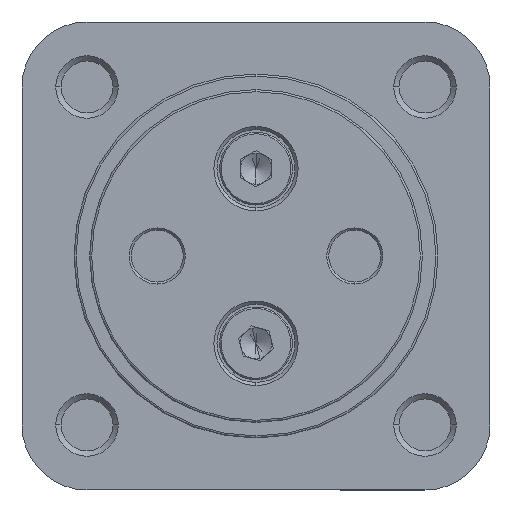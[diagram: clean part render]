
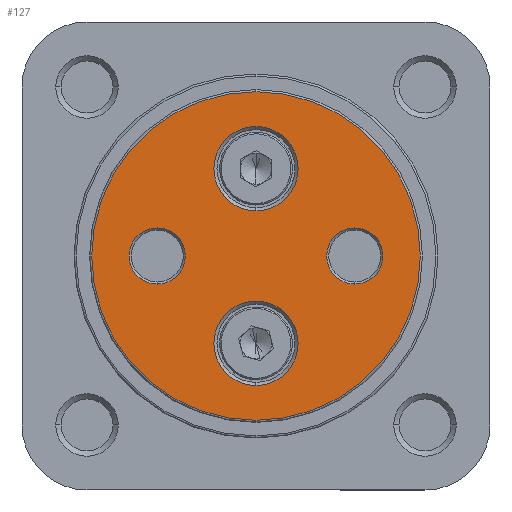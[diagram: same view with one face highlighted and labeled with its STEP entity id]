
A CAD part, left-side view. The second image highlights one B-rep face of the part: STEP entity #127.
In plain terms, the highlighted planar face has unit normal (-1, 0, 0).
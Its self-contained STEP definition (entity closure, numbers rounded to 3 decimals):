
#127 = ADVANCED_FACE ( 'NONE', ( #6918, #6924, #6926, #6928, #6914 ), #5333, .F. ) ;
#713 = EDGE_CURVE ( 'NONE', #1182, #882, #2054, .T. ) ;
#796 = EDGE_CURVE ( 'NONE', #4814, #1183, #2180, .T. ) ;
#882 = VERTEX_POINT ( 'NONE', #3536 ) ;
#887 = VERTEX_POINT ( 'NONE', #3541 ) ;
#1136 = VERTEX_POINT ( 'NONE', #3790 ) ;
#1142 = VERTEX_POINT ( 'NONE', #3796 ) ;
#1148 = VERTEX_POINT ( 'NONE', #3802 ) ;
#1182 = VERTEX_POINT ( 'NONE', #3835 ) ;
#1183 = VERTEX_POINT ( 'NONE', #3836 ) ;
#1185 = VERTEX_POINT ( 'NONE', #3838 ) ;
#2054 = CIRCLE ( 'NONE', #7868, 15.8 ) ;
#2180 = CIRCLE ( 'NONE', #7909, 2.7 ) ;
#2234 = CIRCLE ( 'NONE', #7939, 4.05 ) ;
#2236 = CIRCLE ( 'NONE', #7942, 15.8 ) ;
#2239 = CIRCLE ( 'NONE', #7941, 2.7 ) ;
#2240 = CIRCLE ( 'NONE', #7946, 4.05 ) ;
#2248 = CIRCLE ( 'NONE', #7952, 2.7 ) ;
#2303 = CIRCLE ( 'NONE', #7955, 2.7 ) ;
#2341 = CIRCLE ( 'NONE', #7977, 4.05 ) ;
#2344 = CIRCLE ( 'NONE', #7982, 4.05 ) ;
#3212 = CARTESIAN_POINT ( 'NONE',  ( 0., 0., 0. ) ) ;
#3219 = DIRECTION ( 'NONE',  ( -1., 0., 0. ) ) ;
#3220 = DIRECTION ( 'NONE',  ( 0., 0., -1. ) ) ;
#3422 = CARTESIAN_POINT ( 'NONE',  ( 0., 9.5, 0. ) ) ;
#3423 = DIRECTION ( 'NONE',  ( 1., 0., 0. ) ) ;
#3424 = DIRECTION ( 'NONE',  ( 0., 0., -1. ) ) ;
#3536 = CARTESIAN_POINT ( 'NONE',  ( 0., 0., -15.8 ) ) ;
#3541 = CARTESIAN_POINT ( 'NONE',  ( 0., 0., -12.45 ) ) ;
#3790 = CARTESIAN_POINT ( 'NONE',  ( 0., 0., -4.35 ) ) ;
#3796 = CARTESIAN_POINT ( 'NONE',  ( 0., 0., 12.45 ) ) ;
#3802 = CARTESIAN_POINT ( 'NONE',  ( 0., -9.5, 2.7 ) ) ;
#3835 = CARTESIAN_POINT ( 'NONE',  ( 0., 0., 15.8 ) ) ;
#3836 = CARTESIAN_POINT ( 'NONE',  ( 0., 9.5, -2.7 ) ) ;
#3838 = CARTESIAN_POINT ( 'NONE',  ( 0., 0., 4.35 ) ) ;
#3869 = CARTESIAN_POINT ( 'NONE',  ( 0., -9.5, -2.7 ) ) ;
#3871 = CARTESIAN_POINT ( 'NONE',  ( 0., 9.5, 2.7 ) ) ;
#3918 = CARTESIAN_POINT ( 'NONE',  ( 0., 0., -8.4 ) ) ;
#3924 = CARTESIAN_POINT ( 'NONE',  ( 0., 0., 0. ) ) ;
#3925 = DIRECTION ( 'NONE',  ( 1., 0., 0. ) ) ;
#3926 = DIRECTION ( 'NONE',  ( 0., 0., -1. ) ) ;
#3932 = DIRECTION ( 'NONE',  ( -1., 0., 0. ) ) ;
#3933 = DIRECTION ( 'NONE',  ( 0., 0., -1. ) ) ;
#3936 = CARTESIAN_POINT ( 'NONE',  ( 0., 0., 8.4 ) ) ;
#3939 = CARTESIAN_POINT ( 'NONE',  ( 0., 9.5, 0. ) ) ;
#3941 = DIRECTION ( 'NONE',  ( 1., 0., 0. ) ) ;
#3942 = DIRECTION ( 'NONE',  ( 0., 0., -1. ) ) ;
#3943 = DIRECTION ( 'NONE',  ( 1., 0., 0. ) ) ;
#3944 = DIRECTION ( 'NONE',  ( 0., 0., -1. ) ) ;
#3955 = CARTESIAN_POINT ( 'NONE',  ( 0., -9.5, 0. ) ) ;
#3961 = DIRECTION ( 'NONE',  ( 1., 0., 0. ) ) ;
#3962 = DIRECTION ( 'NONE',  ( 0., 0., -1. ) ) ;
#4038 = CARTESIAN_POINT ( 'NONE',  ( 0., -9.5, 0. ) ) ;
#4039 = DIRECTION ( 'NONE',  ( 1., 0., 0. ) ) ;
#4040 = DIRECTION ( 'NONE',  ( 0., 0., -1. ) ) ;
#4102 = CARTESIAN_POINT ( 'NONE',  ( 0., 0., 8.4 ) ) ;
#4106 = CARTESIAN_POINT ( 'NONE',  ( 0., 0., -8.4 ) ) ;
#4110 = DIRECTION ( 'NONE',  ( 1., 0., 0. ) ) ;
#4111 = DIRECTION ( 'NONE',  ( 0., 0., -1. ) ) ;
#4115 = DIRECTION ( 'NONE',  ( 1., 0., 0. ) ) ;
#4116 = DIRECTION ( 'NONE',  ( 0., 0., -1. ) ) ;
#4484 = ORIENTED_EDGE ( 'NONE', *, *, #7339, .T. ) ;
#4560 = ORIENTED_EDGE ( 'NONE', *, *, #7300, .T. ) ;
#4564 = ORIENTED_EDGE ( 'NONE', *, *, #7296, .T. ) ;
#4654 = ORIENTED_EDGE ( 'NONE', *, *, #7294, .T. ) ;
#4655 = ORIENTED_EDGE ( 'NONE', *, *, #7366, .T. ) ;
#4728 = ORIENTED_EDGE ( 'NONE', *, *, #7306, .T. ) ;
#4798 = ORIENTED_EDGE ( 'NONE', *, *, #7368, .T. ) ;
#4799 = ORIENTED_EDGE ( 'NONE', *, *, #7299, .T. ) ;
#4803 = ORIENTED_EDGE ( 'NONE', *, *, #796, .T. ) ;
#4804 = ORIENTED_EDGE ( 'NONE', *, *, #713, .T. ) ;
#4814 = VERTEX_POINT ( 'NONE', #3871 ) ;
#4815 = VERTEX_POINT ( 'NONE', #3869 ) ;
#5324 = CARTESIAN_POINT ( 'NONE',  ( 0., 0., 0. ) ) ;
#5333 = PLANE ( 'NONE',  #7547 ) ;
#5336 = DIRECTION ( 'NONE',  ( 1., 0., 0. ) ) ;
#5337 = DIRECTION ( 'NONE',  ( 0., 0., -1. ) ) ;
#6471 = EDGE_LOOP ( 'NONE', ( #4803, #4799 ) ) ;
#6472 = EDGE_LOOP ( 'NONE', ( #4798, #4654 ) ) ;
#6485 = EDGE_LOOP ( 'NONE', ( #4564, #4804 ) ) ;
#6503 = EDGE_LOOP ( 'NONE', ( #4484, #4728 ) ) ;
#6514 = EDGE_LOOP ( 'NONE', ( #4655, #4560 ) ) ;
#6914 = FACE_BOUND ( 'NONE', #6471, .T. ) ;
#6918 = FACE_OUTER_BOUND ( 'NONE', #6485, .T. ) ;
#6924 = FACE_BOUND ( 'NONE', #6472, .T. ) ;
#6926 = FACE_BOUND ( 'NONE', #6514, .T. ) ;
#6928 = FACE_BOUND ( 'NONE', #6503, .T. ) ;
#7294 = EDGE_CURVE ( 'NONE', #887, #1136, #2234, .T. ) ;
#7296 = EDGE_CURVE ( 'NONE', #882, #1182, #2236, .T. ) ;
#7299 = EDGE_CURVE ( 'NONE', #1183, #4814, #2239, .T. ) ;
#7300 = EDGE_CURVE ( 'NONE', #1185, #1142, #2240, .T. ) ;
#7306 = EDGE_CURVE ( 'NONE', #4815, #1148, #2248, .T. ) ;
#7339 = EDGE_CURVE ( 'NONE', #1148, #4815, #2303, .T. ) ;
#7366 = EDGE_CURVE ( 'NONE', #1142, #1185, #2341, .T. ) ;
#7368 = EDGE_CURVE ( 'NONE', #1136, #887, #2344, .T. ) ;
#7547 = AXIS2_PLACEMENT_3D ( 'NONE', #5324, #5336, #5337 ) ;
#7868 = AXIS2_PLACEMENT_3D ( 'NONE', #3212, #3219, #3220 ) ;
#7909 = AXIS2_PLACEMENT_3D ( 'NONE', #3422, #3423, #3424 ) ;
#7939 = AXIS2_PLACEMENT_3D ( 'NONE', #3918, #3925, #3926 ) ;
#7941 = AXIS2_PLACEMENT_3D ( 'NONE', #3939, #3941, #3942 ) ;
#7942 = AXIS2_PLACEMENT_3D ( 'NONE', #3924, #3932, #3933 ) ;
#7946 = AXIS2_PLACEMENT_3D ( 'NONE', #3936, #3943, #3944 ) ;
#7952 = AXIS2_PLACEMENT_3D ( 'NONE', #3955, #3961, #3962 ) ;
#7955 = AXIS2_PLACEMENT_3D ( 'NONE', #4038, #4039, #4040 ) ;
#7977 = AXIS2_PLACEMENT_3D ( 'NONE', #4102, #4110, #4111 ) ;
#7982 = AXIS2_PLACEMENT_3D ( 'NONE', #4106, #4115, #4116 ) ;
